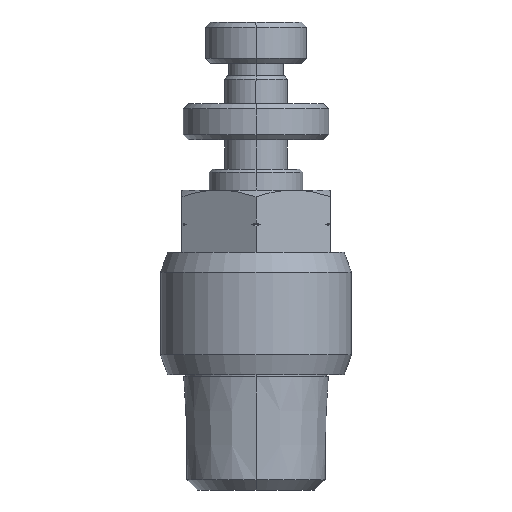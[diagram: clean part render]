
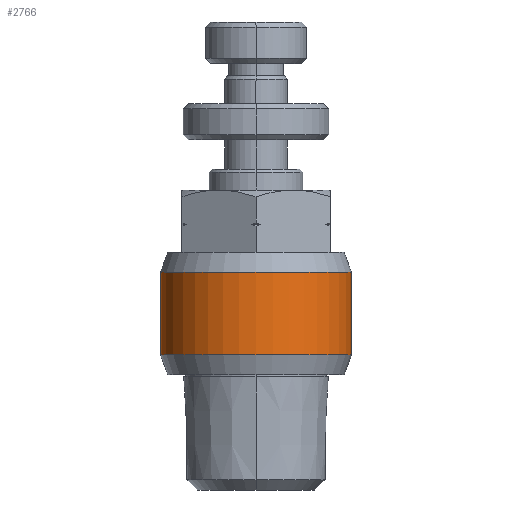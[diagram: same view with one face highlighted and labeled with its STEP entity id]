
A CAD part, front view. The second image highlights one B-rep face of the part: STEP entity #2766.
In plain terms, the highlighted cylindrical face has radius 9.2 mm (diameter 18.4 mm), a partial arc.
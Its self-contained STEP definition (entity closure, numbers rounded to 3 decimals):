
#2186=CARTESIAN_POINT('',(4.5,8.024,1.75));
#2187=VERTEX_POINT('',#2186);
#2203=CARTESIAN_POINT('',(-4.5,8.024,1.75));
#2204=VERTEX_POINT('',#2203);
#2211=CARTESIAN_POINT('',(-2.594,8.827,5.427));
#2212=VERTEX_POINT('',#2211);
#2213=CARTESIAN_POINT('',(-2.594,8.827,5.427));
#2214=CARTESIAN_POINT('',(-2.809,8.764,5.276));
#2215=CARTESIAN_POINT('',(-3.006,8.697,5.108));
#2216=CARTESIAN_POINT('',(-3.379,8.559,4.735));
#2217=CARTESIAN_POINT('',(-3.565,8.483,4.512));
#2218=CARTESIAN_POINT('',(-3.893,8.337,4.025));
#2219=CARTESIAN_POINT('',(-4.036,8.268,3.762));
#2220=CARTESIAN_POINT('',(-4.267,8.152,3.21));
#2221=CARTESIAN_POINT('',(-4.355,8.104,2.92));
#2222=CARTESIAN_POINT('',(-4.472,8.04,2.335));
#2223=CARTESIAN_POINT('',(-4.5,8.024,2.038));
#2224=CARTESIAN_POINT('',(-4.5,8.024,1.75));
#2225=B_SPLINE_CURVE_WITH_KNOTS('',3,(#2213,#2214,#2215,#2216,#2217,#2218,#2219,#2220,#2221,#2222,#2223,#2224),.UNSPECIFIED.,.F.,.U.,(4,2,2,2,2,4),(23.415,24.188,25.054,25.919,26.784,27.649),.UNSPECIFIED.);
#2226=EDGE_CURVE('',#2212,#2204,#2225,.T.);
#2228=CARTESIAN_POINT('',(2.594,8.827,5.427));
#2229=VERTEX_POINT('',#2228);
#2251=CARTESIAN_POINT('',(4.5,8.024,1.75));
#2252=CARTESIAN_POINT('',(4.5,8.024,2.038));
#2253=CARTESIAN_POINT('',(4.472,8.04,2.335));
#2254=CARTESIAN_POINT('',(4.355,8.104,2.92));
#2255=CARTESIAN_POINT('',(4.267,8.152,3.21));
#2256=CARTESIAN_POINT('',(4.036,8.268,3.762));
#2257=CARTESIAN_POINT('',(3.893,8.337,4.025));
#2258=CARTESIAN_POINT('',(3.565,8.483,4.512));
#2259=CARTESIAN_POINT('',(3.379,8.559,4.735));
#2260=CARTESIAN_POINT('',(3.006,8.697,5.108));
#2261=CARTESIAN_POINT('',(2.809,8.764,5.276));
#2262=CARTESIAN_POINT('',(2.594,8.827,5.427));
#2263=B_SPLINE_CURVE_WITH_KNOTS('',3,(#2251,#2252,#2253,#2254,#2255,#2256,#2257,#2258,#2259,#2260,#2261,#2262),.UNSPECIFIED.,.F.,.U.,(4,2,2,2,2,4),(13.824,14.689,15.555,16.42,17.285,18.058),.UNSPECIFIED.);
#2264=EDGE_CURVE('',#2187,#2229,#2263,.T.);
#2370=CARTESIAN_POINT('',(-9.2,0.0,-2.527));
#2371=VERTEX_POINT('',#2370);
#2380=CARTESIAN_POINT('',(-1.4,9.093,-2.527));
#2381=VERTEX_POINT('',#2380);
#2382=CARTESIAN_POINT('',(0.0,0.0,-2.527));
#2383=DIRECTION('',(0.0,0.0,-1.0));
#2384=DIRECTION('',(-1.0,0.0,0.0));
#2385=AXIS2_PLACEMENT_3D('',#2382,#2383,#2384);
#2386=CIRCLE('',#2385,9.2);
#2387=EDGE_CURVE('',#2371,#2381,#2386,.T.);
#2389=CARTESIAN_POINT('',(1.4,9.093,-2.527));
#2390=VERTEX_POINT('',#2389);
#2404=CARTESIAN_POINT('',(9.2,0.,-2.527));
#2405=VERTEX_POINT('',#2404);
#2406=CARTESIAN_POINT('',(0.0,0.0,-2.527));
#2407=DIRECTION('',(0.0,0.0,-1.0));
#2408=DIRECTION('',(-1.0,0.0,0.0));
#2409=AXIS2_PLACEMENT_3D('',#2406,#2407,#2408);
#2410=CIRCLE('',#2409,9.2);
#2411=EDGE_CURVE('',#2390,#2405,#2410,.T.);
#2436=CARTESIAN_POINT('',(-9.2,0.0,5.427));
#2437=VERTEX_POINT('',#2436);
#2446=CARTESIAN_POINT('',(9.2,0.,5.427));
#2447=VERTEX_POINT('',#2446);
#2448=CARTESIAN_POINT('',(0.0,0.0,5.427));
#2449=DIRECTION('',(0.0,0.0,1.0));
#2450=DIRECTION('',(-1.0,0.0,0.0));
#2451=AXIS2_PLACEMENT_3D('',#2448,#2449,#2450);
#2452=CIRCLE('',#2451,9.2);
#2453=EDGE_CURVE('',#2437,#2447,#2452,.T.);
#2563=CARTESIAN_POINT('',(0.0,0.0,5.427));
#2564=DIRECTION('',(0.0,0.0,1.0));
#2565=DIRECTION('',(-1.0,0.0,0.0));
#2566=AXIS2_PLACEMENT_3D('',#2563,#2564,#2565);
#2567=CIRCLE('',#2566,9.2);
#2568=EDGE_CURVE('',#2447,#2229,#2567,.T.);
#2571=CARTESIAN_POINT('',(0.0,0.0,5.427));
#2572=DIRECTION('',(0.0,0.0,1.0));
#2573=DIRECTION('',(-1.0,0.0,0.0));
#2574=AXIS2_PLACEMENT_3D('',#2571,#2572,#2573);
#2575=CIRCLE('',#2574,9.2);
#2576=EDGE_CURVE('',#2212,#2437,#2575,.T.);
#2605=CARTESIAN_POINT('',(0.0,0.0,-2.527));
#2606=DIRECTION('',(0.0,0.0,-1.0));
#2607=DIRECTION('',(-1.0,0.0,0.0));
#2608=AXIS2_PLACEMENT_3D('',#2605,#2606,#2607);
#2609=CIRCLE('',#2608,9.2);
#2610=EDGE_CURVE('',#2405,#2371,#2609,.T.);
#2705=CARTESIAN_POINT('',(1.4,9.093,-2.527));
#2706=CARTESIAN_POINT('',(1.513,9.075,-2.49));
#2707=CARTESIAN_POINT('',(1.626,9.056,-2.448));
#2708=CARTESIAN_POINT('',(2.012,8.982,-2.286));
#2709=CARTESIAN_POINT('',(2.276,8.918,-2.143));
#2710=CARTESIAN_POINT('',(2.763,8.779,-1.814));
#2711=CARTESIAN_POINT('',(2.985,8.705,-1.629));
#2712=CARTESIAN_POINT('',(3.379,8.559,-1.235));
#2713=CARTESIAN_POINT('',(3.565,8.483,-1.012));
#2714=CARTESIAN_POINT('',(3.893,8.337,-0.525));
#2715=CARTESIAN_POINT('',(4.036,8.268,-0.262));
#2716=CARTESIAN_POINT('',(4.267,8.152,0.29));
#2717=CARTESIAN_POINT('',(4.355,8.104,0.58));
#2718=CARTESIAN_POINT('',(4.472,8.04,1.165));
#2719=CARTESIAN_POINT('',(4.5,8.024,1.462));
#2720=CARTESIAN_POINT('',(4.5,8.024,1.75));
#2721=B_SPLINE_CURVE_WITH_KNOTS('',3,(#2705,#2706,#2707,#2708,#2709,#2710,#2711,#2712,#2713,#2714,#2715,#2716,#2717,#2718,#2719,#2720),.UNSPECIFIED.,.F.,.U.,(4,2,2,2,2,2,2,4),(8.295,8.638,9.501,10.364,11.229,12.094,12.959,13.824),.UNSPECIFIED.);
#2722=EDGE_CURVE('',#2390,#2187,#2721,.T.);
#2725=CARTESIAN_POINT('',(-4.5,8.024,1.75));
#2726=CARTESIAN_POINT('',(-4.5,8.024,1.462));
#2727=CARTESIAN_POINT('',(-4.472,8.04,1.165));
#2728=CARTESIAN_POINT('',(-4.355,8.104,0.58));
#2729=CARTESIAN_POINT('',(-4.267,8.152,0.29));
#2730=CARTESIAN_POINT('',(-4.036,8.268,-0.262));
#2731=CARTESIAN_POINT('',(-3.893,8.337,-0.525));
#2732=CARTESIAN_POINT('',(-3.565,8.483,-1.012));
#2733=CARTESIAN_POINT('',(-3.379,8.559,-1.235));
#2734=CARTESIAN_POINT('',(-2.985,8.705,-1.629));
#2735=CARTESIAN_POINT('',(-2.763,8.779,-1.814));
#2736=CARTESIAN_POINT('',(-2.276,8.918,-2.143));
#2737=CARTESIAN_POINT('',(-2.012,8.982,-2.286));
#2738=CARTESIAN_POINT('',(-1.626,9.056,-2.448));
#2739=CARTESIAN_POINT('',(-1.513,9.075,-2.49));
#2740=CARTESIAN_POINT('',(-1.4,9.093,-2.527));
#2741=B_SPLINE_CURVE_WITH_KNOTS('',3,(#2725,#2726,#2727,#2728,#2729,#2730,#2731,#2732,#2733,#2734,#2735,#2736,#2737,#2738,#2739,#2740),.UNSPECIFIED.,.F.,.U.,(4,2,2,2,2,2,2,4),(0.0,0.865,1.73,2.595,3.46,4.323,5.186,5.53),.UNSPECIFIED.);
#2742=EDGE_CURVE('',#2204,#2381,#2741,.T.);
#2749=CARTESIAN_POINT('',(0.0,0.0,-4.45));
#2750=DIRECTION('',(0.0,0.0,1.0));
#2751=DIRECTION('',(1.0,0.0,0.0));
#2752=AXIS2_PLACEMENT_3D('',#2749,#2750,#2751);
#2753=CYLINDRICAL_SURFACE('',#2752,9.2);
#2754=ORIENTED_EDGE('',*,*,#2576,.F.);
#2755=ORIENTED_EDGE('',*,*,#2226,.T.);
#2756=ORIENTED_EDGE('',*,*,#2742,.T.);
#2757=ORIENTED_EDGE('',*,*,#2387,.F.);
#2758=ORIENTED_EDGE('',*,*,#2610,.F.);
#2759=ORIENTED_EDGE('',*,*,#2411,.F.);
#2760=ORIENTED_EDGE('',*,*,#2722,.T.);
#2761=ORIENTED_EDGE('',*,*,#2264,.T.);
#2762=ORIENTED_EDGE('',*,*,#2568,.F.);
#2763=ORIENTED_EDGE('',*,*,#2453,.F.);
#2764=EDGE_LOOP('',(#2754,#2755,#2756,#2757,#2758,#2759,#2760,#2761,#2762,#2763));
#2765=FACE_OUTER_BOUND('',#2764,.T.);
#2766=ADVANCED_FACE('',(#2765),#2753,.T.);
